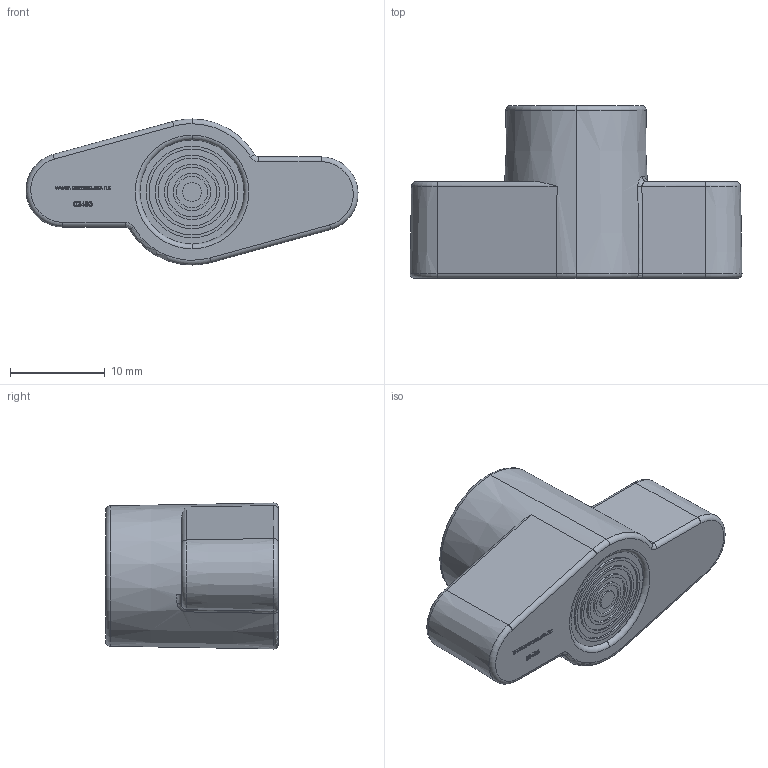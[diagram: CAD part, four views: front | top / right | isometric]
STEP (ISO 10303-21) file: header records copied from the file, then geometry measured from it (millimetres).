
FILE_DESCRIPTION (( 'STEP AP214' ), '1' );
FILE_NAME ('02485-Wing Nut Int Brass Thread M4.STEP', '2018-08-01T02:48:30', ( '' ), ( '' ), 'SwSTEP 2.0', 'SolidWorks 2018', '' );
FILE_SCHEMA (( 'AUTOMOTIVE_DESIGN' ));
Length unit declared in the file: millimetre
Products named in the file (1): 02485-Wing Nut Int Brass Thread M4
Bounding box: 34.97 x 18.2 x 15.38 mm (x, y, z)
Volume: 4160.7 mm3; surface area: 3137.3 mm2
Topology: 2 solids, 2 shells, 406 faces, 1064 edges, 701 vertices
Faces by surface type: plane 185, bspline 132, cylinder 60, cone 16, torus 13
Entity records: 21498 total; most frequent: CARTESIAN_POINT 12424, ORIENTED_EDGE 2128, DIRECTION 1404, EDGE_CURVE 1064, VERTEX_POINT 701, LINE 602, VECTOR 602, EDGE_LOOP 447
